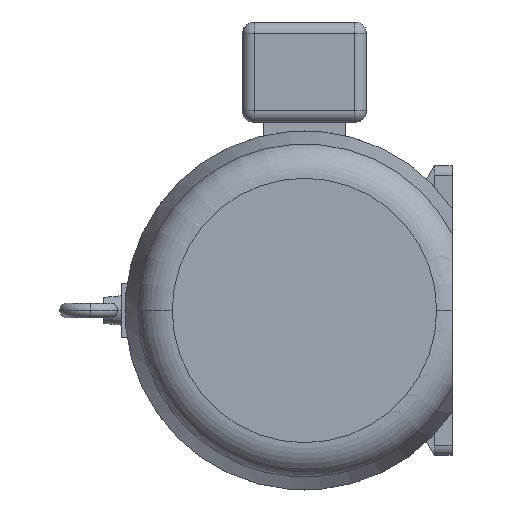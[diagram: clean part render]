
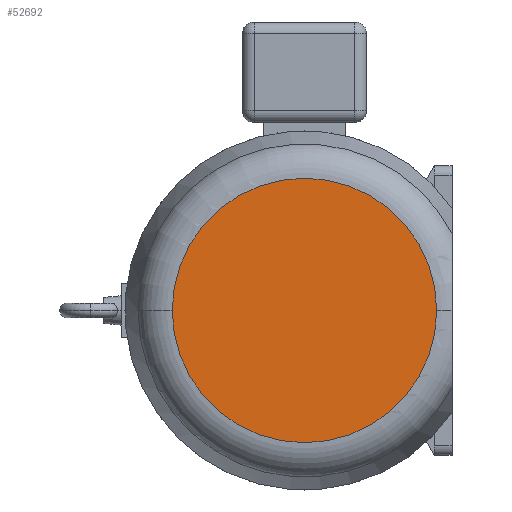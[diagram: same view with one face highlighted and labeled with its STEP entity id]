
A CAD part, left-side view. The second image highlights one B-rep face of the part: STEP entity #52692.
In plain terms, the highlighted planar face has unit normal (-1, 0, 0).
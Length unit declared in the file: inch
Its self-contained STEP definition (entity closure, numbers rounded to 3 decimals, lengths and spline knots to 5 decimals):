
#14487 = AXIS2_PLACEMENT_3D ( 'NONE', #143354, #81998, #20056 ) ;
#15684 = CIRCLE ( 'NONE', #80048, 5.59827 ) ;
#19489 = EDGE_LOOP ( 'NONE', ( #152653, #73428 ) ) ;
#20056 = DIRECTION ( 'NONE',  ( 0., -1., 0. ) ) ;
#21517 = DIRECTION ( 'NONE',  ( 0., -1., 0. ) ) ;
#38092 = VERTEX_POINT ( 'NONE', #100965 ) ;
#40041 = CARTESIAN_POINT ( 'NONE',  ( -33.44, 5.59827, 0. ) ) ;
#52692 = ADVANCED_FACE ( 'Defeatured_0_176', ( #106962 ), #55478, .F. ) ;
#55478 = PLANE ( 'NONE',  #14487 ) ;
#69355 = DIRECTION ( 'NONE',  ( 1., 0., 0. ) ) ;
#71004 = CIRCLE ( 'NONE', #94404, 5.59827 ) ;
#73428 = ORIENTED_EDGE ( 'NONE', *, *, #99641, .F. ) ;
#80048 = AXIS2_PLACEMENT_3D ( 'NONE', #132002, #144871, #21517 ) ;
#81998 = DIRECTION ( 'NONE',  ( 1., 0., 0. ) ) ;
#94404 = AXIS2_PLACEMENT_3D ( 'NONE', #108745, #69355, #145913 ) ;
#99641 = EDGE_CURVE ( 'Defeatured_0_315+Defeatured_0_176+Defeatured_0_176+Defeatured_0_176', #110765, #38092, #71004, .T. ) ;
#100965 = CARTESIAN_POINT ( 'NONE',  ( -33.44, -5.59827, 0. ) ) ;
#106962 = FACE_OUTER_BOUND ( 'NONE', #19489, .T. ) ;
#108745 = CARTESIAN_POINT ( 'NONE',  ( -33.44, 0., 0. ) ) ;
#110765 = VERTEX_POINT ( 'NONE', #40041 ) ;
#132002 = CARTESIAN_POINT ( 'NONE',  ( -33.44, 0., 0. ) ) ;
#143354 = CARTESIAN_POINT ( 'NONE',  ( -33.44, 5.59827, 0. ) ) ;
#144871 = DIRECTION ( 'NONE',  ( 1., 0., 0. ) ) ;
#145913 = DIRECTION ( 'NONE',  ( 0., -1., 0. ) ) ;
#152653 = ORIENTED_EDGE ( 'NONE', *, *, #153562, .F. ) ;
#153562 = EDGE_CURVE ( 'Defeatured_0_315+Defeatured_0_176+Defeatured_0_176+Defeatured_0_176', #38092, #110765, #15684, .T. ) ;
